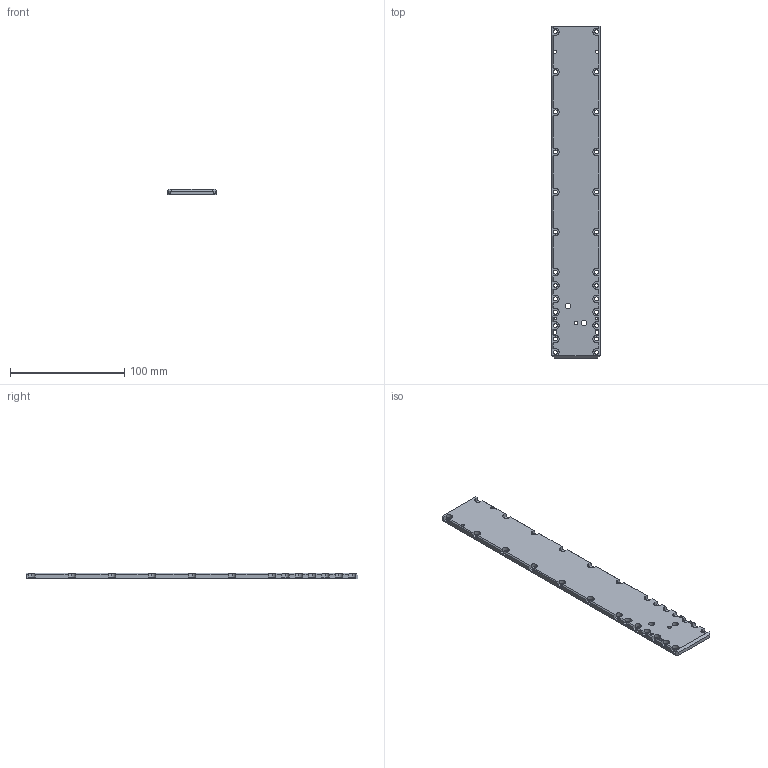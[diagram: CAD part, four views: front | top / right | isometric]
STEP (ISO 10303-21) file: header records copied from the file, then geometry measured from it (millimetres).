
FILE_DESCRIPTION (( 'STEP AP203' ), '1' );
FILE_NAME ('GUS-P1302_PLAT FERMETURE_21122020.STEP', '2020-12-21T15:35:52', ( '' ), ( '' ), 'SwSTEP 2.0', 'SolidWorks 2020', '' );
FILE_SCHEMA (( 'CONFIG_CONTROL_DESIGN' ));
Length unit declared in the file: millimetre
Products named in the file (1): GUS-P1302_PLAT FERMETURE_21122020
Bounding box: 42 x 290 x 5 mm (x, y, z)
Volume: 56571.9 mm3; surface area: 28471.8 mm2
Topology: 1 solids, 1 shells, 240 faces, 706 edges, 464 vertices
Faces by surface type: plane 123, cylinder 109, cone 8
Entity records: 8233 total; most frequent: CARTESIAN_POINT 1417, ORIENTED_EDGE 1412, DIRECTION 1412, EDGE_CURVE 706, LINE 478, VECTOR 478, AXIS2_PLACEMENT_3D 467, VERTEX_POINT 464
